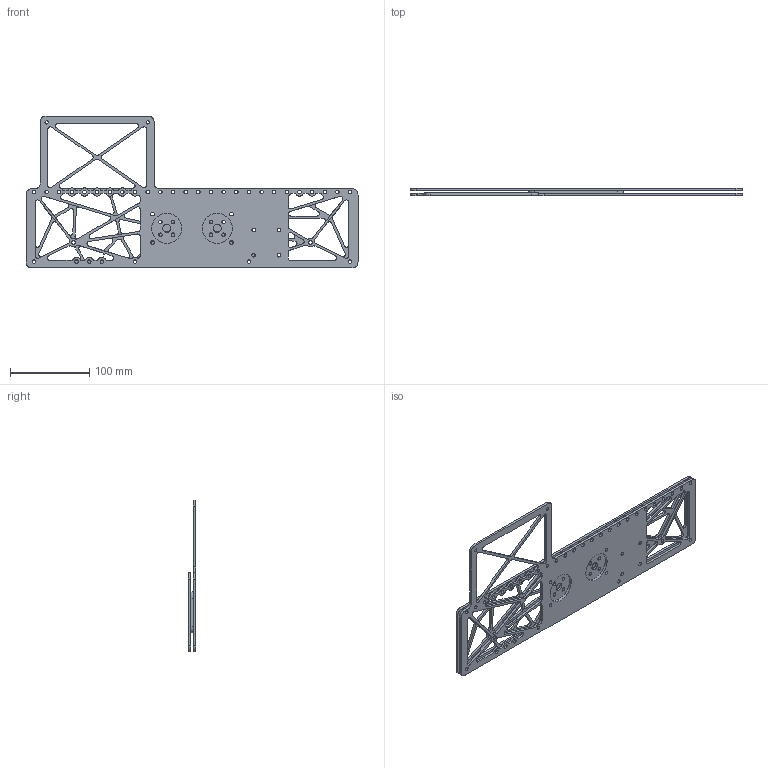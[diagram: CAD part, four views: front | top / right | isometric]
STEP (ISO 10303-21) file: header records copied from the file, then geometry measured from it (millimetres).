
FILE_DESCRIPTION(/* description */ ('STEP AP242','CAx-IF Rec.Pracs.---Representation and Presentation of Product Manufacturing Information (PMI)---4.0---2014-10-13','CAx-IF Rec.Pracs.---3D Tessellated Geometry---0.4---2014-09-14','2;1'),/* implementation_level */ '2;1');
FILE_NAME(/* name */ '667c7dad13192d7b8f292895',/* time_stamp */ '2024-06-26T20:44:30Z',/* author */ (''),/* organization */ (''),/* preprocessor_version */ 'ST-DEVELOPER v20',/* originating_system */ ' ',/* authorisation */ ' ');
FILE_SCHEMA (('AP242_MANAGED_MODEL_BASED_3D_ENGINEERING_MIM_LF { 1 0 10303 442 1 1 4 }'));
Length unit declared in the file: metre
Products named in the file (3): Outer Plate; Motor Block; Inner Plate
Bounding box: 420 x 9.35 x 192 mm (x, y, z)
Volume: 160250.6 mm3; surface area: 136911.1 mm2
Topology: 3 solids, 3 shells, 653 faces, 1935 edges, 1290 vertices
Faces by surface type: cylinder 395, plane 218, bspline 40
Full cylindrical faces by diameter (mm): 4 x2, 4.5 x87, 10 x2, 38 x2
Entity records: 22608 total; most frequent: CARTESIAN_POINT 4432, DIRECTION 3752, ORIENTED_EDGE 3684, EDGE_CURVE 1842, AXIS2_PLACEMENT_3D 1406, VERTEX_POINT 1290, EDGE_LOOP 1036, FACE_BOUND 1036
